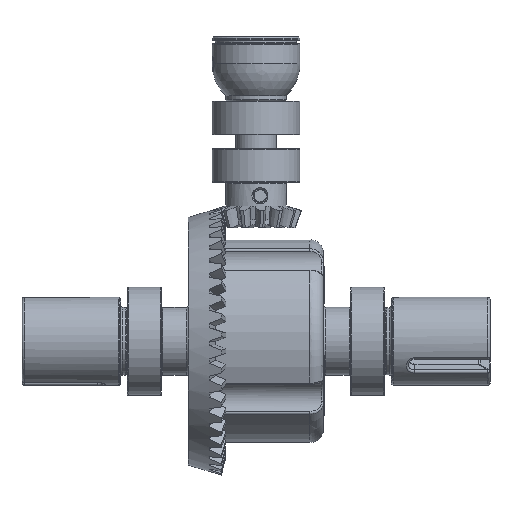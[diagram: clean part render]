
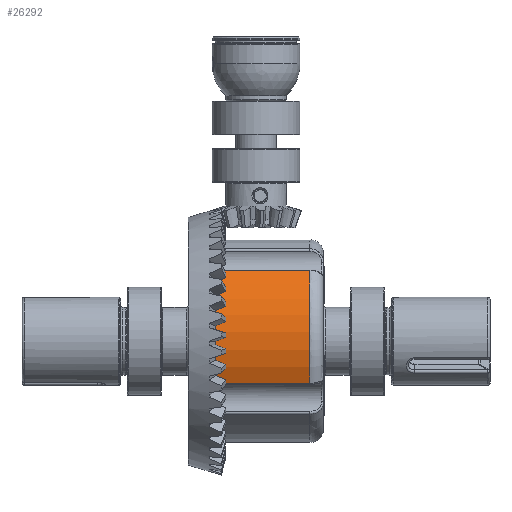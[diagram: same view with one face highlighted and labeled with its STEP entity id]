
A CAD part, front view. The second image highlights one B-rep face of the part: STEP entity #26292.
In plain terms, the highlighted cylindrical face has radius 15 mm (diameter 30 mm), a partial arc.
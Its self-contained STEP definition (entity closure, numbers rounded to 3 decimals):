
#3330=LINE('',#47880,#4869);
#3333=LINE('',#47988,#4872);
#4869=VECTOR('',#33055,10.);
#4872=VECTOR('',#33076,10.);
#5157=CYLINDRICAL_SURFACE('',#28358,15.);
#7432=FACE_OUTER_BOUND('',#9166,.T.);
#9166=EDGE_LOOP('',(#22401,#22402,#22403,#22404));
#10348=CIRCLE('',#28310,15.);
#10373=CIRCLE('',#28359,15.);
#12597=VERTEX_POINT('',#47763);
#12598=VERTEX_POINT('',#47767);
#12623=VERTEX_POINT('',#47878);
#12628=VERTEX_POINT('',#47986);
#15990=EDGE_CURVE('',#12598,#12597,#10348,.T.);
#16035=EDGE_CURVE('',#12623,#12598,#3330,.T.);
#16046=EDGE_CURVE('',#12628,#12623,#10373,.T.);
#16047=EDGE_CURVE('',#12597,#12628,#3333,.T.);
#22401=ORIENTED_EDGE('',*,*,#15990,.F.);
#22402=ORIENTED_EDGE('',*,*,#16035,.F.);
#22403=ORIENTED_EDGE('',*,*,#16046,.F.);
#22404=ORIENTED_EDGE('',*,*,#16047,.F.);
#26292=ADVANCED_FACE('',(#7432),#5157,.T.);
#28310=AXIS2_PLACEMENT_3D('',#47769,#32953,#32954);
#28358=AXIS2_PLACEMENT_3D('',#47985,#33072,#33073);
#28359=AXIS2_PLACEMENT_3D('',#47987,#33074,#33075);
#32953=DIRECTION('center_axis',(0.,1.,0.));
#32954=DIRECTION('ref_axis',(1.,0.,0.));
#33055=DIRECTION('',(0.,1.,0.));
#33072=DIRECTION('center_axis',(0.,1.,0.));
#33073=DIRECTION('ref_axis',(1.,0.,0.));
#33074=DIRECTION('center_axis',(0.,-1.,0.));
#33075=DIRECTION('ref_axis',(0.,0.,1.));
#33076=DIRECTION('',(0.,-1.,0.));
#47763=CARTESIAN_POINT('',(9.021,7.775,-11.985));
#47767=CARTESIAN_POINT('',(14.458,7.775,3.997));
#47769=CARTESIAN_POINT('Origin',(0.,7.775,0.));
#47878=CARTESIAN_POINT('',(14.458,-8.,3.997));
#47880=CARTESIAN_POINT('',(14.458,0.,3.997));
#47985=CARTESIAN_POINT('Origin',(0.,0.,0.));
#47986=CARTESIAN_POINT('',(9.021,-8.,-11.985));
#47987=CARTESIAN_POINT('Origin',(0.,-8.,0.));
#47988=CARTESIAN_POINT('',(9.021,0.,-11.985));
